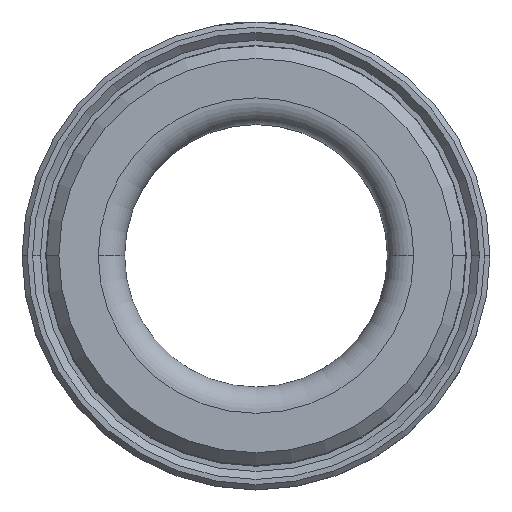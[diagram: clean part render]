
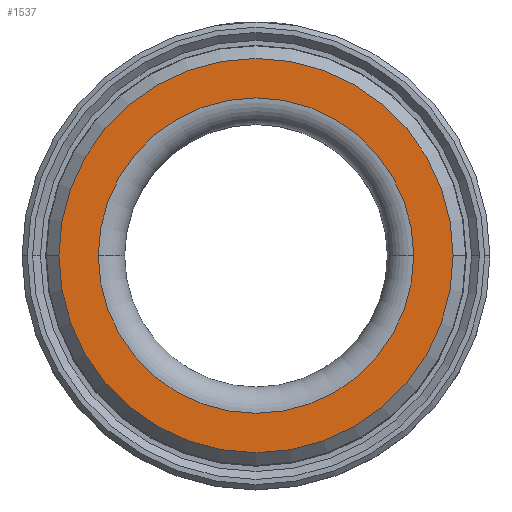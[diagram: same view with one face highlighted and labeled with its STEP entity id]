
A CAD part, top view. The second image highlights one B-rep face of the part: STEP entity #1537.
In plain terms, the highlighted planar face has unit normal (0, 0, 1).
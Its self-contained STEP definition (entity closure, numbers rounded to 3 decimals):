
#11 = AXIS2_PLACEMENT_3D ( 'NONE', #1029, #113, #1172 ) ;
#24 = ORIENTED_EDGE ( 'NONE', *, *, #485, .T. ) ;
#41 = CARTESIAN_POINT ( 'NONE',  ( 7.5, 0., 10. ) ) ;
#113 = DIRECTION ( 'NONE',  ( 0., 0., -1. ) ) ;
#156 = EDGE_LOOP ( 'NONE', ( #1192, #24 ) ) ;
#189 = CIRCLE ( 'NONE', #651, 6. ) ;
#259 = AXIS2_PLACEMENT_3D ( 'NONE', #1778, #922, #1922 ) ;
#485 = EDGE_CURVE ( 'NONE', #1121, #1733, #1460, .T. ) ;
#607 = VERTEX_POINT ( 'NONE', #944 ) ;
#651 = AXIS2_PLACEMENT_3D ( 'NONE', #789, #1796, #939 ) ;
#655 = VERTEX_POINT ( 'NONE', #664 ) ;
#664 = CARTESIAN_POINT ( 'NONE',  ( 6., 0., 10. ) ) ;
#665 = DIRECTION ( 'NONE',  ( 1., 0., 0. ) ) ;
#748 = DIRECTION ( 'NONE',  ( 0., 0., 1. ) ) ;
#789 = CARTESIAN_POINT ( 'NONE',  ( 0., 0., 10. ) ) ;
#888 = AXIS2_PLACEMENT_3D ( 'NONE', #1607, #748, #1759 ) ;
#922 = DIRECTION ( 'NONE',  ( 0., 0., 1. ) ) ;
#939 = DIRECTION ( 'NONE',  ( 1., 0., 0. ) ) ;
#944 = CARTESIAN_POINT ( 'NONE',  ( -6., 0., 10. ) ) ;
#954 = CARTESIAN_POINT ( 'NONE',  ( 0., 0., 10. ) ) ;
#963 = EDGE_CURVE ( 'NONE', #655, #607, #1867, .T. ) ;
#1029 = CARTESIAN_POINT ( 'NONE',  ( 0., 0., 10. ) ) ;
#1036 = EDGE_LOOP ( 'NONE', ( #1469, #1153 ) ) ;
#1121 = VERTEX_POINT ( 'NONE', #41 ) ;
#1153 = ORIENTED_EDGE ( 'NONE', *, *, #1486, .T. ) ;
#1172 = DIRECTION ( 'NONE',  ( 1., 0., 0. ) ) ;
#1192 = ORIENTED_EDGE ( 'NONE', *, *, #1361, .T. ) ;
#1306 = CIRCLE ( 'NONE', #888, 7.5 ) ;
#1361 = EDGE_CURVE ( 'NONE', #1733, #1121, #1306, .T. ) ;
#1373 = PLANE ( 'NONE',  #1508 ) ;
#1460 = CIRCLE ( 'NONE', #259, 7.5 ) ;
#1469 = ORIENTED_EDGE ( 'NONE', *, *, #963, .T. ) ;
#1486 = EDGE_CURVE ( 'NONE', #607, #655, #189, .T. ) ;
#1508 = AXIS2_PLACEMENT_3D ( 'NONE', #954, #1516, #665 ) ;
#1516 = DIRECTION ( 'NONE',  ( 0., 0., 1. ) ) ;
#1537 = ADVANCED_FACE ( 'NONE', ( #1670, #1622 ), #1373, .T. ) ;
#1607 = CARTESIAN_POINT ( 'NONE',  ( 0., 0., 10. ) ) ;
#1622 = FACE_OUTER_BOUND ( 'NONE', #156, .T. ) ;
#1670 = FACE_BOUND ( 'NONE', #1036, .T. ) ;
#1733 = VERTEX_POINT ( 'NONE', #1801 ) ;
#1759 = DIRECTION ( 'NONE',  ( 1., 0., 0. ) ) ;
#1778 = CARTESIAN_POINT ( 'NONE',  ( 0., 0., 10. ) ) ;
#1796 = DIRECTION ( 'NONE',  ( 0., 0., -1. ) ) ;
#1801 = CARTESIAN_POINT ( 'NONE',  ( -7.5, 0., 10. ) ) ;
#1867 = CIRCLE ( 'NONE', #11, 6. ) ;
#1922 = DIRECTION ( 'NONE',  ( 1., 0., 0. ) ) ;
